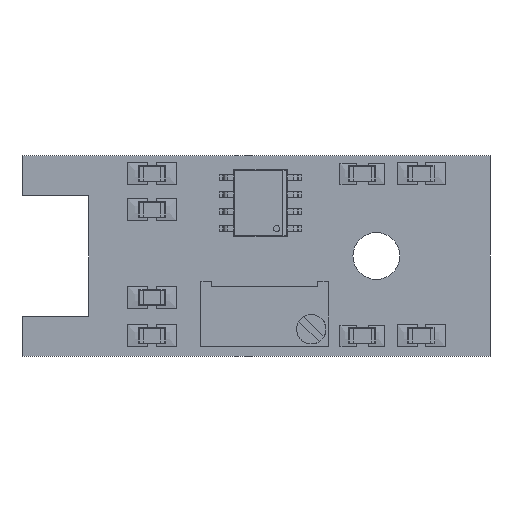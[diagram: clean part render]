
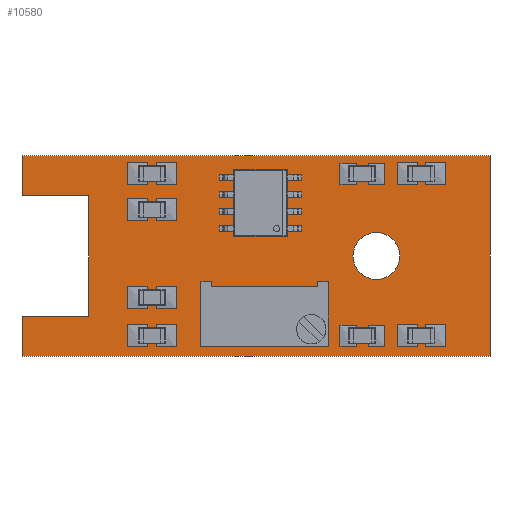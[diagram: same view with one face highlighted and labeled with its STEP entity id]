
A CAD part, front view. The second image highlights one B-rep face of the part: STEP entity #10580.
In plain terms, the highlighted planar face has unit normal (0, -1, 0).
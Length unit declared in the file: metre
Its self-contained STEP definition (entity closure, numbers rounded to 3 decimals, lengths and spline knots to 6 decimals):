
#402=LINE('',#20757,#1335);
#403=LINE('',#20760,#1336);
#404=LINE('',#20762,#1337);
#405=LINE('',#20764,#1338);
#406=LINE('',#20766,#1339);
#407=LINE('',#20768,#1340);
#408=LINE('',#20770,#1341);
#409=LINE('',#20772,#1342);
#1335=VECTOR('',#17327,1.);
#1336=VECTOR('',#17328,1.);
#1337=VECTOR('',#17329,1.);
#1338=VECTOR('',#17330,1.);
#1339=VECTOR('',#17331,1.);
#1340=VECTOR('',#17332,1.);
#1341=VECTOR('',#17333,1.);
#1342=VECTOR('',#17334,1.);
#2247=PLANE('',#15989);
#2638=ORIENTED_EDGE('',*,*,#5506,.T.);
#2639=ORIENTED_EDGE('',*,*,#5507,.T.);
#2640=ORIENTED_EDGE('',*,*,#5508,.T.);
#2641=ORIENTED_EDGE('',*,*,#5509,.T.);
#2642=ORIENTED_EDGE('',*,*,#5510,.T.);
#2643=ORIENTED_EDGE('',*,*,#5511,.T.);
#2644=ORIENTED_EDGE('',*,*,#5512,.T.);
#2645=ORIENTED_EDGE('',*,*,#5513,.T.);
#2646=ORIENTED_EDGE('',*,*,#5514,.F.);
#5506=EDGE_CURVE('',#6942,#6943,#402,.T.);
#5507=EDGE_CURVE('',#6943,#6944,#403,.T.);
#5508=EDGE_CURVE('',#6944,#6945,#404,.T.);
#5509=EDGE_CURVE('',#6945,#6946,#405,.T.);
#5510=EDGE_CURVE('',#6946,#6947,#406,.T.);
#5511=EDGE_CURVE('',#6947,#6948,#407,.T.);
#5512=EDGE_CURVE('',#6948,#6949,#408,.T.);
#5513=EDGE_CURVE('',#6949,#6942,#409,.T.);
#5514=EDGE_CURVE('',#6950,#6950,#7795,.T.);
#6942=VERTEX_POINT('',#20758);
#6943=VERTEX_POINT('',#20759);
#6944=VERTEX_POINT('',#20761);
#6945=VERTEX_POINT('',#20763);
#6946=VERTEX_POINT('',#20765);
#6947=VERTEX_POINT('',#20767);
#6948=VERTEX_POINT('',#20769);
#6949=VERTEX_POINT('',#20771);
#6950=VERTEX_POINT('',#20774);
#7795=CIRCLE('',#15990,0.00175);
#8326=EDGE_LOOP('',(#2638,#2639,#2640,#2641,#2642,#2643,#2644,#2645));
#8327=EDGE_LOOP('',(#2646));
#9039=FACE_BOUND('',#8326,.T.);
#9040=FACE_BOUND('',#8327,.T.);
#10580=ADVANCED_FACE('',(#9039,#9040),#2247,.F.);
#15989=AXIS2_PLACEMENT_3D('',#20756,#17325,#17326);
#15990=AXIS2_PLACEMENT_3D('',#20773,#17335,#17336);
#17325=DIRECTION('',(0.,1.,0.));
#17326=DIRECTION('',(0.,0.,1.));
#17327=DIRECTION('',(0.,0.,-1.));
#17328=DIRECTION('',(1.,0.,0.));
#17329=DIRECTION('',(0.,0.,1.));
#17330=DIRECTION('',(-1.,0.,0.));
#17331=DIRECTION('',(0.,0.,-1.));
#17332=DIRECTION('',(1.,0.,0.));
#17333=DIRECTION('',(0.,0.,-1.));
#17334=DIRECTION('',(-1.,0.,0.));
#17335=DIRECTION('',(0.,-1.,0.));
#17336=DIRECTION('',(0.,0.,-1.));
#20756=CARTESIAN_POINT('',(0.030835,-0.014509,-0.029546));
#20757=CARTESIAN_POINT('',(-0.004165,-0.014509,-0.037046));
#20758=CARTESIAN_POINT('',(-0.004165,-0.014509,-0.034046));
#20759=CARTESIAN_POINT('',(-0.004165,-0.014509,-0.037046));
#20760=CARTESIAN_POINT('',(-0.004165,-0.014509,-0.037046));
#20761=CARTESIAN_POINT('',(0.030835,-0.014509,-0.037046));
#20762=CARTESIAN_POINT('',(0.030835,-0.014509,-0.037046));
#20763=CARTESIAN_POINT('',(0.030835,-0.014509,-0.022046));
#20764=CARTESIAN_POINT('',(-0.004165,-0.014509,-0.022046));
#20765=CARTESIAN_POINT('',(-0.004165,-0.014509,-0.022046));
#20766=CARTESIAN_POINT('',(-0.004165,-0.014509,-0.025046));
#20767=CARTESIAN_POINT('',(-0.004165,-0.014509,-0.025046));
#20768=CARTESIAN_POINT('',(-0.004165,-0.014509,-0.025046));
#20769=CARTESIAN_POINT('',(0.000835,-0.014509,-0.025046));
#20770=CARTESIAN_POINT('',(0.000835,-0.014509,-0.025046));
#20771=CARTESIAN_POINT('',(0.000835,-0.014509,-0.034046));
#20772=CARTESIAN_POINT('',(-0.004165,-0.014509,-0.034046));
#20773=CARTESIAN_POINT('',(0.022335,-0.014509,-0.029546));
#20774=CARTESIAN_POINT('',(0.022335,-0.014509,-0.031296));
